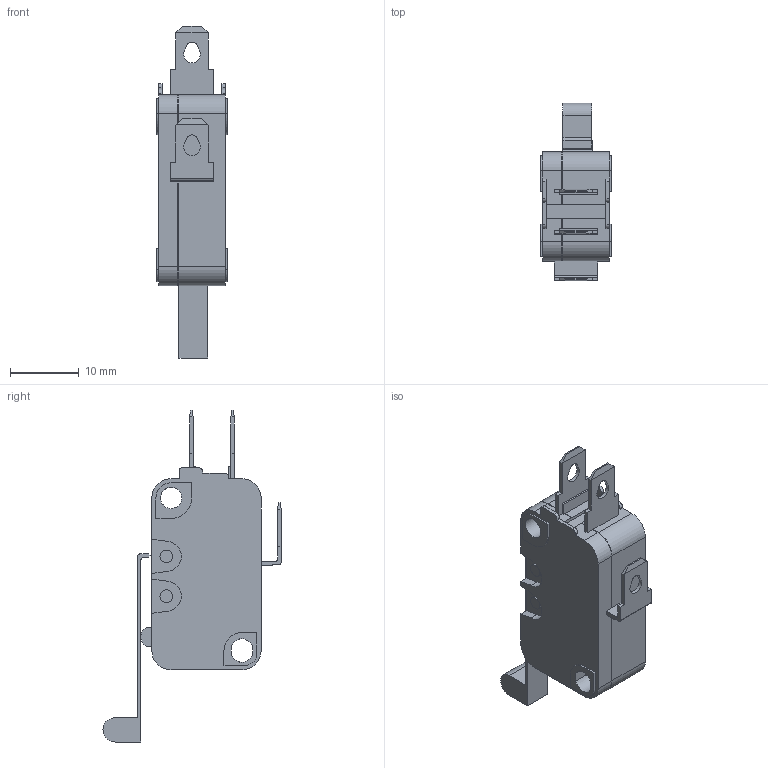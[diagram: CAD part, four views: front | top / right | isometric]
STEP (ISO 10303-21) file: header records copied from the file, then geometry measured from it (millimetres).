
FILE_DESCRIPTION(/* description */ (''),/* implementation_level */ '2;1');
FILE_NAME(/* name */ 'FIN_D3V_011_1A3_ASM_1_ASM_1_ASM.stp',/* time_stamp */ '2017-01-08T12:19:14-05:00',/* author */ ('jeff1'),/* organization */ (''),/* preprocessor_version */ 'ST-DEVELOPER v16.5',/* originating_system */ 'Autodesk Inventor 2017',/* authorisation */ '');
FILE_SCHEMA (('AUTOMOTIVE_DESIGN { 1 0 10303 214 3 1 1 }'));
Length unit declared in the file: inch
Products named in the file (5): FIN_D3V_011_1A3_ASM_1_ASM_1_ASM; FIN_ASM0010_ASM_1_ASM_1_ASM; FIN_D3V_011_1A3_BASE_1_1; FIN_D3V_011_1A3_LEVER_1_1; FIN_D3V_011_1A3_BUTTON_1_1
Assembly tree (4 placements, depth 3):
  FIN_D3V_011_1A3_ASM_1_ASM_1_ASM
    FIN_ASM0010_ASM_1_ASM_1_ASM
      FIN_D3V_011_1A3_BASE_1_1
      FIN_D3V_011_1A3_LEVER_1_1
      FIN_D3V_011_1A3_BUTTON_1_1
Bounding box: 10.3 x 25.91 x 48.31 mm (x, y, z)
Volume: 4219.6 mm3; surface area: 3030.8 mm2
Topology: 3 solids, 3 shells, 205 faces, 577 edges, 378 vertices
Faces by surface type: plane 158, cylinder 47
Full cylindrical faces by diameter (mm): 1.85 x6, 3.1 x1
Entity records: 6679 total; most frequent: CARTESIAN_POINT 1157, ORIENTED_EDGE 1134, DIRECTION 1095, EDGE_CURVE 567, LINE 467, VECTOR 467, VERTEX_POINT 376, AXIS2_PLACEMENT_3D 314
